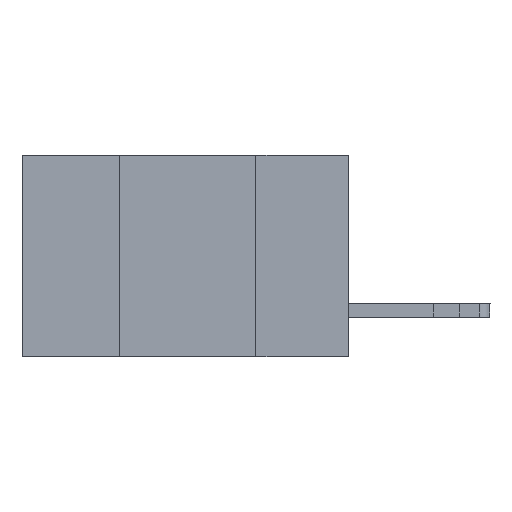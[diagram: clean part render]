
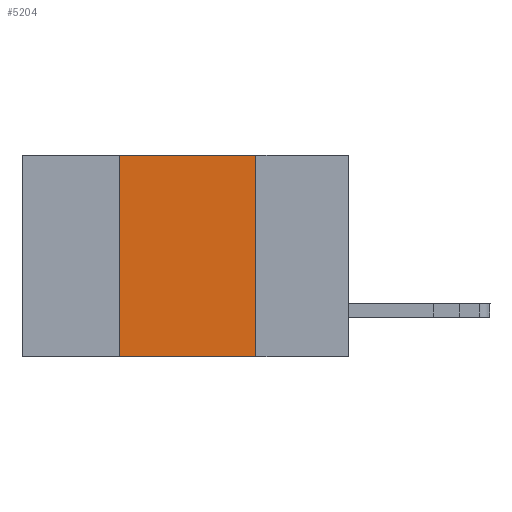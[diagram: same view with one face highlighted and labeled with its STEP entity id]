
A CAD part, left-side view. The second image highlights one B-rep face of the part: STEP entity #5204.
In plain terms, the highlighted planar face has unit normal (-1, 0, 0).
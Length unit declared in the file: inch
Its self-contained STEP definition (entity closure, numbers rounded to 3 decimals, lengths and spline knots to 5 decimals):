
#367 = AXIS2_PLACEMENT_3D ( 'NONE', #5299, #2654, #1054 ) ;
#444 = CARTESIAN_POINT ( 'NONE',  ( 0., 0.42, -0.37 ) ) ;
#488 = DIRECTION ( 'NONE',  ( 0., 0., -1. ) ) ;
#1054 = DIRECTION ( 'NONE',  ( 0., 0., -1. ) ) ;
#1412 = LINE ( 'NONE', #7734, #4808 ) ;
#1665 = CARTESIAN_POINT ( 'NONE',  ( 0., 0.17, 0. ) ) ;
#2573 = ORIENTED_EDGE ( 'NONE', *, *, #5762, .F. ) ;
#2654 = DIRECTION ( 'NONE',  ( 1., 0., 0. ) ) ;
#4103 = DIRECTION ( 'NONE',  ( 0., -1., 0. ) ) ;
#4436 = EDGE_CURVE ( 'NONE', #4719, #5608, #4806, .T. ) ;
#4719 = VERTEX_POINT ( 'NONE', #7125 ) ;
#4722 = VECTOR ( 'NONE', #5097, 39.37008 ) ;
#4806 = LINE ( 'NONE', #7660, #8280 ) ;
#4808 = VECTOR ( 'NONE', #4103, 39.37008 ) ;
#4833 = EDGE_LOOP ( 'NONE', ( #7140, #2573, #8170, #10768 ) ) ;
#5097 = DIRECTION ( 'NONE',  ( 0., 0., 1. ) ) ;
#5204 = ADVANCED_FACE ( 'NONE', ( #6349 ), #9083, .F. ) ;
#5299 = CARTESIAN_POINT ( 'NONE',  ( 0., 0.6, 0. ) ) ;
#5608 = VERTEX_POINT ( 'NONE', #11458 ) ;
#5762 = EDGE_CURVE ( 'NONE', #9249, #9051, #1412, .T. ) ;
#6349 = FACE_OUTER_BOUND ( 'NONE', #4833, .T. ) ;
#6608 = DIRECTION ( 'NONE',  ( 0., -1., 0. ) ) ;
#6973 = VECTOR ( 'NONE', #488, 39.37008 ) ;
#7125 = CARTESIAN_POINT ( 'NONE',  ( 0., 0.42, -0.37 ) ) ;
#7140 = ORIENTED_EDGE ( 'NONE', *, *, #10367, .F. ) ;
#7534 = LINE ( 'NONE', #11088, #6973 ) ;
#7660 = CARTESIAN_POINT ( 'NONE',  ( 0., 0.6, -0.37 ) ) ;
#7734 = CARTESIAN_POINT ( 'NONE',  ( 0., 0.6, 0. ) ) ;
#8170 = ORIENTED_EDGE ( 'NONE', *, *, #8448, .F. ) ;
#8280 = VECTOR ( 'NONE', #6608, 39.37008 ) ;
#8448 = EDGE_CURVE ( 'NONE', #4719, #9249, #8654, .T. ) ;
#8654 = LINE ( 'NONE', #444, #4722 ) ;
#9051 = VERTEX_POINT ( 'NONE', #1665 ) ;
#9083 = PLANE ( 'NONE',  #367 ) ;
#9249 = VERTEX_POINT ( 'NONE', #10116 ) ;
#10116 = CARTESIAN_POINT ( 'NONE',  ( 0., 0.42, 0. ) ) ;
#10367 = EDGE_CURVE ( 'NONE', #9051, #5608, #7534, .T. ) ;
#10768 = ORIENTED_EDGE ( 'NONE', *, *, #4436, .T. ) ;
#11088 = CARTESIAN_POINT ( 'NONE',  ( 0., 0.17, -0.37 ) ) ;
#11458 = CARTESIAN_POINT ( 'NONE',  ( 0., 0.17, -0.37 ) ) ;
